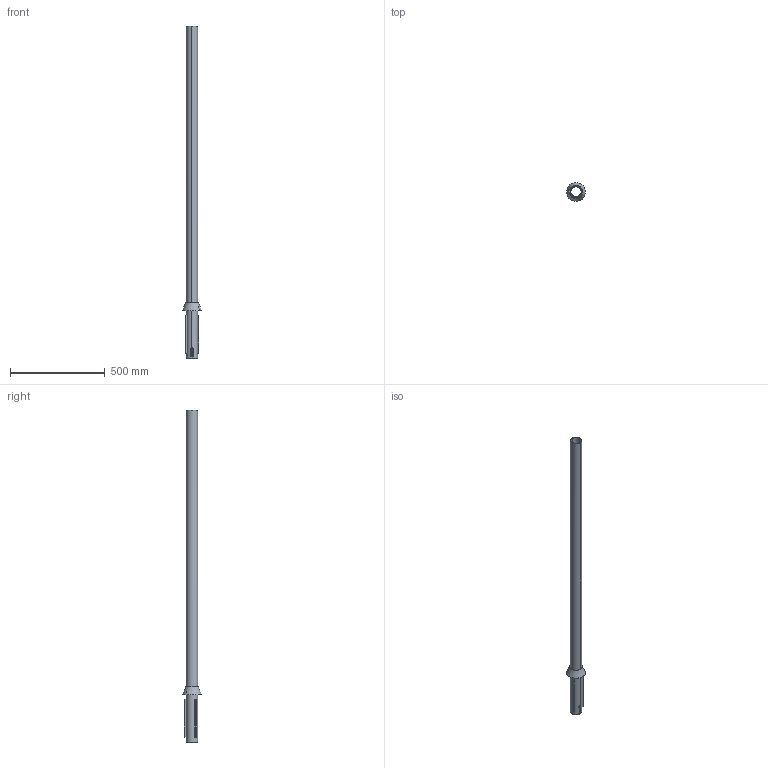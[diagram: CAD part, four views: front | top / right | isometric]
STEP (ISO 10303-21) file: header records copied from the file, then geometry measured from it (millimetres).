
FILE_DESCRIPTION (( 'STEP AP214' ), '1' );
FILE_NAME ('130300KXXX S100BO 4608283 S-OLAKEVARSI_3D.step', '2022-05-28T14:37:39', ( '' ), ( '' ), 'SwSTEP 2.0', 'SolidWorks 2021', '' );
FILE_SCHEMA (( 'AUTOMOTIVE_DESIGN' ));
Length unit declared in the file: millimetre
Products named in the file (4): S-OLAKEVARREN AIHIO_S100BO; OLAKEVARREN LATTA_LATTA 3X9,5X200; 130300KXXX S100BO 4608283 S-OLAKEVARSI_3D; SOVITERENGAS OLAKEVARSI_SOVITERENGAS D60-D89
Assembly tree (5 placements, depth 2):
  130300KXXX S100BO 4608283 S-OLAKEVARSI_3D
    S-OLAKEVARREN AIHIO_S100BO
    SOVITERENGAS OLAKEVARSI_SOVITERENGAS D60-D89
    OLAKEVARREN LATTA_LATTA 3X9,5X200  x3
Bounding box: 99.98 x 99.98 x 1750 mm (x, y, z)
Volume: 965892 mm3; surface area: 671285.3 mm2
Topology: 5 solids, 5 shells, 56 faces, 128 edges, 80 vertices
Faces by surface type: plane 26, cylinder 16, cone 10, torus 2, bspline 2
Entity records: 1812 total; most frequent: CARTESIAN_POINT 610, DIRECTION 242, ORIENTED_EDGE 208, EDGE_CURVE 104, AXIS2_PLACEMENT_3D 94, VERTEX_POINT 64, VECTOR 54, LINE 54
